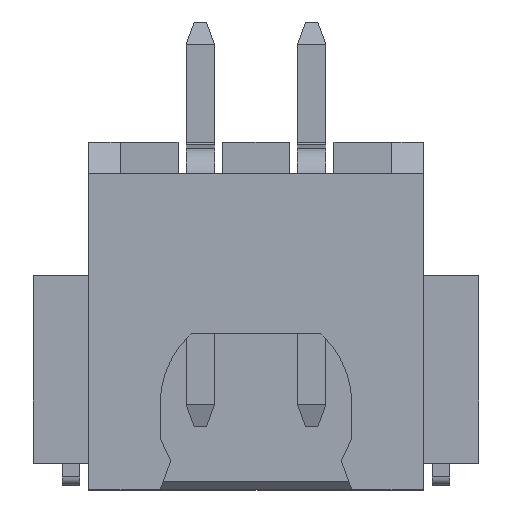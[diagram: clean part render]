
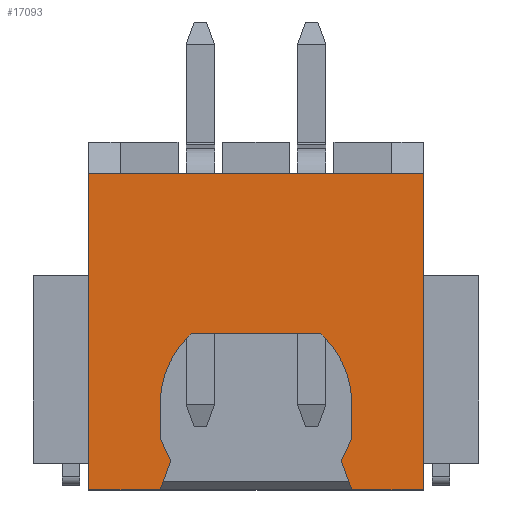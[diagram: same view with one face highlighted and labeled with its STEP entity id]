
A CAD part, top view. The second image highlights one B-rep face of the part: STEP entity #17093.
In plain terms, the highlighted planar face has unit normal (0, 0, 1).
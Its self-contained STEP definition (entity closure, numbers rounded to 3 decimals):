
#9 = DIRECTION ( 'NONE',  ( 0., -1., 0. ) ) ;
#41 = CARTESIAN_POINT ( 'NONE',  ( 1.535, -1.785, 5.8 ) ) ;
#190 = ORIENTED_EDGE ( 'NONE', *, *, #2211, .F. ) ;
#228 = CARTESIAN_POINT ( 'NONE',  ( -1.45, -1.7, 5.8 ) ) ;
#311 = EDGE_CURVE ( 'NONE', #5491, #3031, #15860, .T. ) ;
#493 = EDGE_CURVE ( 'NONE', #6210, #1034, #10661, .T. ) ;
#667 = VECTOR ( 'NONE', #12061, 1000. ) ;
#793 = DIRECTION ( 'NONE',  ( 1., 0., 0. ) ) ;
#945 = CARTESIAN_POINT ( 'NONE',  ( 2.15, -4.059, 5.8 ) ) ;
#1034 = VERTEX_POINT ( 'NONE', #11969 ) ;
#1090 = ORIENTED_EDGE ( 'NONE', *, *, #13083, .F. ) ;
#1199 = EDGE_CURVE ( 'NONE', #11712, #9467, #10792, .T. ) ;
#1582 = EDGE_CURVE ( 'NONE', #12288, #12800, #7924, .T. ) ;
#1615 = ORIENTED_EDGE ( 'NONE', *, *, #14454, .F. ) ;
#1866 = DIRECTION ( 'NONE',  ( 0., -1., 0. ) ) ;
#1924 = LINE ( 'NONE', #18282, #15547 ) ;
#1999 = VERTEX_POINT ( 'NONE', #15331 ) ;
#2211 = EDGE_CURVE ( 'NONE', #12023, #19161, #3974, .T. ) ;
#2370 = EDGE_CURVE ( 'NONE', #4287, #6210, #16293, .T. ) ;
#2456 = VECTOR ( 'NONE', #11466, 1000. ) ;
#2671 = CARTESIAN_POINT ( 'NONE',  ( 3.75, -5.2, 5.8 ) ) ;
#2961 = DIRECTION ( 'NONE',  ( 0., 1., 0. ) ) ;
#3031 = VERTEX_POINT ( 'NONE', #2671 ) ;
#3393 = ORIENTED_EDGE ( 'NONE', *, *, #14042, .F. ) ;
#3446 = CARTESIAN_POINT ( 'NONE',  ( -3.75, -5.2, 5.8 ) ) ;
#3450 = EDGE_CURVE ( 'NONE', #9054, #5491, #9957, .T. ) ;
#3852 = DIRECTION ( 'NONE',  ( 0., -1., 0. ) ) ;
#3873 = CARTESIAN_POINT ( 'NONE',  ( -1.535, -1.785, 5.8 ) ) ;
#3974 = LINE ( 'NONE', #9934, #12820 ) ;
#4019 = ORIENTED_EDGE ( 'NONE', *, *, #2370, .F. ) ;
#4084 = DIRECTION ( 'NONE',  ( 0., -1., 0. ) ) ;
#4287 = VERTEX_POINT ( 'NONE', #228 ) ;
#4399 = CARTESIAN_POINT ( 'NONE',  ( -3.75, 1.9, 5.8 ) ) ;
#4537 = LINE ( 'NONE', #41, #11550 ) ;
#4584 = CARTESIAN_POINT ( 'NONE',  ( -5., -5.2, 5.8 ) ) ;
#4634 = CARTESIAN_POINT ( 'NONE',  ( -5., -5.2, 5.8 ) ) ;
#4936 = DIRECTION ( 'NONE',  ( -1., 0., 0. ) ) ;
#5060 = VECTOR ( 'NONE', #1866, 1000. ) ;
#5099 = CARTESIAN_POINT ( 'NONE',  ( -2.15, -4.059, 5.8 ) ) ;
#5241 = CARTESIAN_POINT ( 'NONE',  ( -3.75, 1.9, 5.8 ) ) ;
#5360 = VECTOR ( 'NONE', #16975, 1000. ) ;
#5486 = ORIENTED_EDGE ( 'NONE', *, *, #493, .F. ) ;
#5491 = VERTEX_POINT ( 'NONE', #5936 ) ;
#5647 = DIRECTION ( 'NONE',  ( -0.342, 0.94, 0. ) ) ;
#5665 = AXIS2_PLACEMENT_3D ( 'NONE', #4584, #8790, #2961 ) ;
#5777 = FACE_OUTER_BOUND ( 'NONE', #17668, .T. ) ;
#5936 = CARTESIAN_POINT ( 'NONE',  ( 3.75, 1.9, 5.8 ) ) ;
#6045 = VERTEX_POINT ( 'NONE', #19115 ) ;
#6210 = VERTEX_POINT ( 'NONE', #3873 ) ;
#6223 = VECTOR ( 'NONE', #17502, 1000. ) ;
#6668 = EDGE_CURVE ( 'NONE', #1999, #4287, #1924, .T. ) ;
#6708 = DIRECTION ( 'NONE',  ( 0., 0., 1. ) ) ;
#7340 = DIRECTION ( 'NONE',  ( 0., 0., 1. ) ) ;
#7511 = VECTOR ( 'NONE', #17832, 1000. ) ;
#7884 = VERTEX_POINT ( 'NONE', #14725 ) ;
#7924 = LINE ( 'NONE', #15886, #6223 ) ;
#8277 = CARTESIAN_POINT ( 'NONE',  ( -5., 1.9, 5.8 ) ) ;
#8347 = VERTEX_POINT ( 'NONE', #945 ) ;
#8643 = VECTOR ( 'NONE', #793, 1000. ) ;
#8770 = AXIS2_PLACEMENT_3D ( 'NONE', #15616, #6708, #4084 ) ;
#8790 = DIRECTION ( 'NONE',  ( 0., 0., -1. ) ) ;
#8900 = CARTESIAN_POINT ( 'NONE',  ( 0.05, -3.27, 5.8 ) ) ;
#9054 = VERTEX_POINT ( 'NONE', #5241 ) ;
#9467 = VERTEX_POINT ( 'NONE', #3446 ) ;
#9621 = CARTESIAN_POINT ( 'NONE',  ( 1.917, -4.559, 5.8 ) ) ;
#9685 = VECTOR ( 'NONE', #10607, 1000. ) ;
#9818 = LINE ( 'NONE', #10104, #2456 ) ;
#9934 = CARTESIAN_POINT ( 'NONE',  ( 2.15, -5.2, 5.8 ) ) ;
#9939 = ORIENTED_EDGE ( 'NONE', *, *, #17797, .F. ) ;
#9957 = LINE ( 'NONE', #8277, #8643 ) ;
#10104 = CARTESIAN_POINT ( 'NONE',  ( -2.15, -5.2, 5.8 ) ) ;
#10330 = CARTESIAN_POINT ( 'NONE',  ( -1.535, -1.785, 5.8 ) ) ;
#10360 = DIRECTION ( 'NONE',  ( 0., -1., 0. ) ) ;
#10463 = ORIENTED_EDGE ( 'NONE', *, *, #1582, .F. ) ;
#10579 = AXIS2_PLACEMENT_3D ( 'NONE', #8900, #7340, #9 ) ;
#10607 = DIRECTION ( 'NONE',  ( -0.707, -0.707, 0. ) ) ;
#10659 = VECTOR ( 'NONE', #10360, 1000. ) ;
#10661 = CIRCLE ( 'NONE', #8770, 2.1 ) ;
#10792 = LINE ( 'NONE', #4634, #667 ) ;
#10802 = CARTESIAN_POINT ( 'NONE',  ( -5., -5.2, 5.8 ) ) ;
#10999 = EDGE_CURVE ( 'NONE', #12800, #11712, #9818, .T. ) ;
#11199 = CARTESIAN_POINT ( 'NONE',  ( 2.15, -5.2, 5.8 ) ) ;
#11444 = ORIENTED_EDGE ( 'NONE', *, *, #10999, .F. ) ;
#11466 = DIRECTION ( 'NONE',  ( -0.342, -0.94, 0. ) ) ;
#11550 = VECTOR ( 'NONE', #11867, 1000. ) ;
#11712 = VERTEX_POINT ( 'NONE', #14732 ) ;
#11818 = LINE ( 'NONE', #4399, #10659 ) ;
#11867 = DIRECTION ( 'NONE',  ( -0.707, 0.707, 0. ) ) ;
#11969 = CARTESIAN_POINT ( 'NONE',  ( -2.15, -3.27, 5.8 ) ) ;
#12013 = ORIENTED_EDGE ( 'NONE', *, *, #3450, .F. ) ;
#12023 = VERTEX_POINT ( 'NONE', #11199 ) ;
#12061 = DIRECTION ( 'NONE',  ( -1., 0., 0. ) ) ;
#12288 = VERTEX_POINT ( 'NONE', #13137 ) ;
#12772 = CARTESIAN_POINT ( 'NONE',  ( -1.917, -4.559, 5.8 ) ) ;
#12800 = VERTEX_POINT ( 'NONE', #12772 ) ;
#12820 = VECTOR ( 'NONE', #5647, 1000. ) ;
#13036 = LINE ( 'NONE', #9621, #15925 ) ;
#13083 = EDGE_CURVE ( 'NONE', #6045, #1999, #4537, .T. ) ;
#13137 = CARTESIAN_POINT ( 'NONE',  ( -2.15, -4.059, 5.8 ) ) ;
#13670 = ORIENTED_EDGE ( 'NONE', *, *, #1199, .F. ) ;
#14042 = EDGE_CURVE ( 'NONE', #19161, #8347, #13036, .T. ) ;
#14209 = CARTESIAN_POINT ( 'NONE',  ( 3.75, 1.9, 5.8 ) ) ;
#14454 = EDGE_CURVE ( 'NONE', #3031, #12023, #17999, .T. ) ;
#14566 = ORIENTED_EDGE ( 'NONE', *, *, #16868, .F. ) ;
#14725 = CARTESIAN_POINT ( 'NONE',  ( 2.15, -3.27, 5.8 ) ) ;
#14732 = CARTESIAN_POINT ( 'NONE',  ( -2.15, -5.2, 5.8 ) ) ;
#14858 = ORIENTED_EDGE ( 'NONE', *, *, #6668, .F. ) ;
#15253 = LINE ( 'NONE', #5099, #5060 ) ;
#15331 = CARTESIAN_POINT ( 'NONE',  ( 1.45, -1.7, 5.8 ) ) ;
#15547 = VECTOR ( 'NONE', #4936, 1000. ) ;
#15584 = DIRECTION ( 'NONE',  ( 0.423, 0.906, 0. ) ) ;
#15616 = CARTESIAN_POINT ( 'NONE',  ( -0.05, -3.27, 5.8 ) ) ;
#15860 = LINE ( 'NONE', #14209, #15943 ) ;
#15886 = CARTESIAN_POINT ( 'NONE',  ( -1.917, -4.559, 5.8 ) ) ;
#15904 = ORIENTED_EDGE ( 'NONE', *, *, #17332, .F. ) ;
#15925 = VECTOR ( 'NONE', #15584, 1000. ) ;
#15943 = VECTOR ( 'NONE', #3852, 1000. ) ;
#16293 = LINE ( 'NONE', #10330, #9685 ) ;
#16807 = CIRCLE ( 'NONE', #10579, 2.1 ) ;
#16868 = EDGE_CURVE ( 'NONE', #7884, #6045, #16807, .T. ) ;
#16975 = DIRECTION ( 'NONE',  ( 0., 1., 0. ) ) ;
#17093 = ADVANCED_FACE ( 'NONE', ( #5777 ), #19021, .F. ) ;
#17158 = EDGE_CURVE ( 'NONE', #9054, #9467, #11818, .T. ) ;
#17206 = ORIENTED_EDGE ( 'NONE', *, *, #311, .F. ) ;
#17332 = EDGE_CURVE ( 'NONE', #8347, #7884, #18700, .T. ) ;
#17347 = CARTESIAN_POINT ( 'NONE',  ( 2.15, -4.059, 5.8 ) ) ;
#17502 = DIRECTION ( 'NONE',  ( 0.423, -0.906, 0. ) ) ;
#17668 = EDGE_LOOP ( 'NONE', ( #4019, #14858, #1090, #14566, #15904, #3393, #190, #1615, #17206, #12013, #17930, #13670, #11444, #10463, #9939, #5486 ) ) ;
#17797 = EDGE_CURVE ( 'NONE', #1034, #12288, #15253, .T. ) ;
#17832 = DIRECTION ( 'NONE',  ( -1., 0., 0. ) ) ;
#17930 = ORIENTED_EDGE ( 'NONE', *, *, #17158, .T. ) ;
#17979 = CARTESIAN_POINT ( 'NONE',  ( 1.917, -4.559, 5.8 ) ) ;
#17999 = LINE ( 'NONE', #10802, #7511 ) ;
#18282 = CARTESIAN_POINT ( 'NONE',  ( 1.45, -1.7, 5.8 ) ) ;
#18700 = LINE ( 'NONE', #17347, #5360 ) ;
#19021 = PLANE ( 'NONE',  #5665 ) ;
#19115 = CARTESIAN_POINT ( 'NONE',  ( 1.535, -1.785, 5.8 ) ) ;
#19161 = VERTEX_POINT ( 'NONE', #17979 ) ;
